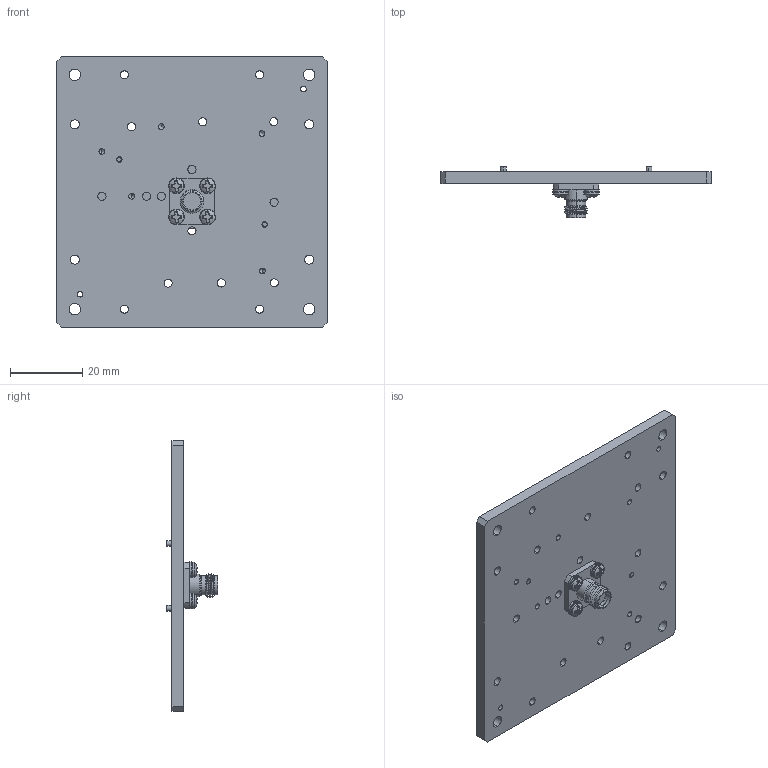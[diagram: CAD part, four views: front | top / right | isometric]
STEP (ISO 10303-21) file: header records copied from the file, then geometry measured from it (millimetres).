
FILE_DESCRIPTION (( 'STEP AP203' ), '1' );
FILE_NAME ('AM-KK-1250.STEP', '2022-03-09T22:50:44', ( '' ), ( '' ), 'SwSTEP 2.0', 'SolidWorks 2021', '' );
FILE_SCHEMA (( 'CONFIG_CONTROL_DESIGN' ));
Length unit declared in the file: millimetre
Products named in the file (1): AM-KK-1250
Bounding box: 75.01 x 14.29 x 75.01 mm (x, y, z)
Volume: 18117.9 mm3; surface area: 13796.2 mm2
Topology: 10 solids, 11 shells, 397 faces, 1023 edges, 663 vertices
Faces by surface type: cylinder 186, plane 135, cone 48, torus 18, sphere 8, bspline 2
Entity records: 13445 total; most frequent: CARTESIAN_POINT 3614, DIRECTION 2093, ORIENTED_EDGE 2022, EDGE_CURVE 1011, AXIS2_PLACEMENT_3D 844, VERTEX_POINT 663, EDGE_LOOP 474, CIRCLE 448
